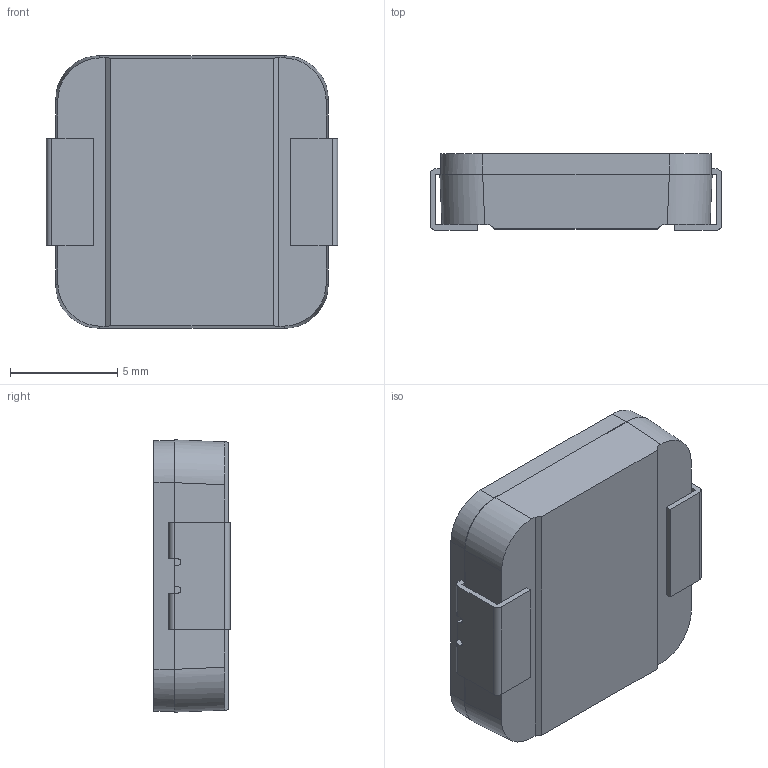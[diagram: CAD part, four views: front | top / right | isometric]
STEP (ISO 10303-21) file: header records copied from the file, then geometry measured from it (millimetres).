
FILE_DESCRIPTION (( 'STEP AP214' ), '1' );
FILE_NAME ('MPX1D1235(4_7)(KEMET).STEP', '2019-07-10T06:46:14', ( '' ), ( '' ), 'SwSTEP 2.0', 'SolidWorks 2018', '' );
FILE_SCHEMA (( 'AUTOMOTIVE_DESIGN' ));
Length unit declared in the file: millimetre
Products named in the file (1): MPX1D1235(4_7)(KEMET)
Bounding box: 13.6 x 3.56 x 12.7 mm (x, y, z)
Volume: 545.5 mm3; surface area: 539.1 mm2
Topology: 1 solids, 1 shells, 122 faces, 359 edges, 234 vertices
Faces by surface type: plane 105, cylinder 17
Entity records: 5365 total; most frequent: CARTESIAN_POINT 764, ORIENTED_EDGE 718, DIRECTION 607, EDGE_CURVE 359, LINE 325, VECTOR 325, VERTEX_POINT 234, AXIS2_PLACEMENT_3D 141
